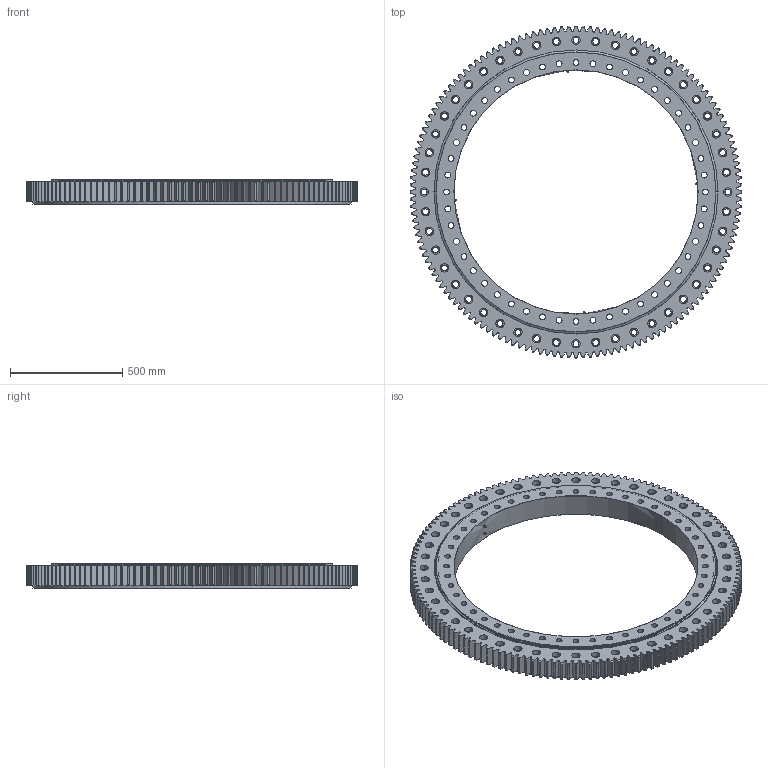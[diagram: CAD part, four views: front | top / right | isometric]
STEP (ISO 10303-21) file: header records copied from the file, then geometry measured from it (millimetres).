
FILE_DESCRIPTION (( 'STEP AP214' ), '1' );
FILE_NAME ('E.1476.2.25.00.D.6.STEP', '2019-02-21T09:22:49', ( '' ), ( '' ), 'SwSTEP 2.0', 'SolidWorks 2016', '' );
FILE_SCHEMA (( 'AUTOMOTIVE_DESIGN' ));
Length unit declared in the file: millimetre
Products named in the file (7): Ball D25; E.1476.2.25.00.D.6 - OR Seal; E.1476.2.25.00.D.6; Grease nipple M10x1mm; E.1476.2.25.00.D.6 - OR; E.1476.2.25.00.D.6 - IR; E.1476.2.25.00.D.6 - IR Seal
Assembly tree (172 placements, depth 2):
  E.1476.2.25.00.D.6
    E.1476.2.25.00.D.6 - IR
    E.1476.2.25.00.D.6 - OR
    Ball D25  x160
    E.1476.2.25.00.D.6 - IR Seal
    E.1476.2.25.00.D.6 - OR Seal
    Grease nipple M10x1mm  x8
Bounding box: 1475.99 x 1475.99 x 110 mm (x, y, z)
Volume: 64473181.3 mm3; surface area: 5095593.7 mm2
Topology: 172 solids, 172 shells, 2254 faces, 6262 edges, 4143 vertices
Faces by surface type: cylinder 621, plane 479, cone 454, sphere 320, bspline 288, torus 92
Entity records: 90511 total; most frequent: CARTESIAN_POINT 47212, ORIENTED_EDGE 9280, DIRECTION 8163, EDGE_CURVE 4640, AXIS2_PLACEMENT_3D 3178, VERTEX_POINT 3051, EDGE_LOOP 2013, VECTOR 1807
